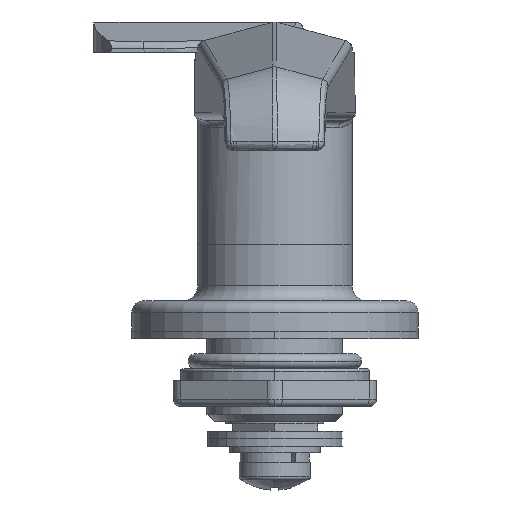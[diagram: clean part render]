
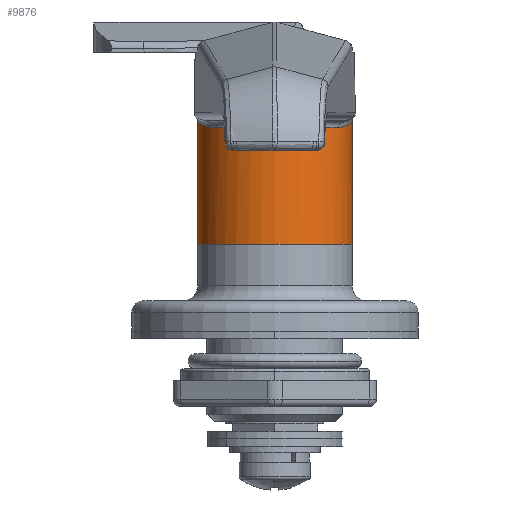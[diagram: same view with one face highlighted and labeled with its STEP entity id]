
A CAD part, front view. The second image highlights one B-rep face of the part: STEP entity #9876.
In plain terms, the highlighted cylindrical face has radius 10.25 mm (diameter 20.5 mm), a partial arc.
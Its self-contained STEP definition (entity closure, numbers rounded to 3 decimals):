
#120 = EDGE_CURVE ( 'NONE', #5162, #5159, #1993, .T. ) ;
#121 = EDGE_CURVE ( 'NONE', #5168, #8210, #7304, .T. ) ;
#122 = EDGE_CURVE ( 'NONE', #8210, #8214, #7305, .T. ) ;
#123 = EDGE_CURVE ( 'NONE', #8214, #8217, #1995, .T. ) ;
#124 = EDGE_CURVE ( 'NONE', #8217, #8216, #7306, .T. ) ;
#125 = EDGE_CURVE ( 'NONE', #8216, #5165, #7307, .T. ) ;
#643 = LINE ( 'NONE', #2707, #651 ) ;
#651 = VECTOR ( 'NONE', #2701, 1000. ) ;
#653 = LINE ( 'NONE', #2733, #654 ) ;
#654 = VECTOR ( 'NONE', #2734, 1000. ) ;
#788 = FACE_OUTER_BOUND ( 'NONE', #2877, .T. ) ;
#790 = CYLINDRICAL_SURFACE ( 'NONE', #4219, 10.25 ) ;
#1993 = CIRCLE ( 'NONE', #3961, 10.25 ) ;
#1995 = CIRCLE ( 'NONE', #3962, 10.25 ) ;
#2459 = CARTESIAN_POINT ( 'NONE',  ( 10.25, 0., -16.5 ) ) ;
#2462 = CARTESIAN_POINT ( 'NONE',  ( -10.25, 0., -16.5 ) ) ;
#2465 = CARTESIAN_POINT ( 'NONE',  ( -10.25, 0., -0.265 ) ) ;
#2468 = CARTESIAN_POINT ( 'NONE',  ( 10.25, 0., -0.265 ) ) ;
#2701 = DIRECTION ( 'NONE',  ( 0., 0., 1. ) ) ;
#2707 = CARTESIAN_POINT ( 'NONE',  ( -10.25, 0., 2. ) ) ;
#2733 = CARTESIAN_POINT ( 'NONE',  ( 10.25, 0., 2. ) ) ;
#2734 = DIRECTION ( 'NONE',  ( 0., 0., 1. ) ) ;
#2877 = EDGE_LOOP ( 'NONE', ( #7688, #7689, #7690, #7691, #7692, #7693, #7694, #7695 ) ) ;
#3961 = AXIS2_PLACEMENT_3D ( 'NONE', #9861, #9862, #9859 ) ;
#3962 = AXIS2_PLACEMENT_3D ( 'NONE', #9836, #9838, #9834 ) ;
#4219 = AXIS2_PLACEMENT_3D ( 'NONE', #10426, #10424, #10416 ) ;
#5159 = VERTEX_POINT ( 'NONE', #2459 ) ;
#5162 = VERTEX_POINT ( 'NONE', #2462 ) ;
#5165 = VERTEX_POINT ( 'NONE', #2465 ) ;
#5168 = VERTEX_POINT ( 'NONE', #2468 ) ;
#6508 = CARTESIAN_POINT ( 'NONE',  ( 10.237, -0.51, -0.244 ) ) ;
#6510 = CARTESIAN_POINT ( 'NONE',  ( 8.473, -5.769, -1. ) ) ;
#6512 = CARTESIAN_POINT ( 'NONE',  ( -10.237, -0.51, -0.244 ) ) ;
#6513 = CARTESIAN_POINT ( 'NONE',  ( -8.473, -5.769, -1. ) ) ;
#7304 = B_SPLINE_CURVE_WITH_KNOTS ( 'NONE', 3,
 ( #9853, #9863, #9858, #9860 ),
 .UNSPECIFIED., .F., .F.,
 ( 4, 4 ),
 ( 0.006, 0.007 ),
 .UNSPECIFIED. ) ;
#7305 = B_SPLINE_CURVE_WITH_KNOTS ( 'NONE', 3,
 ( #9855, #9854, #9849, #9852, #9847, #9850, #9848, #9846, #9845, #9844, #9839, #9842 ),
 .UNSPECIFIED., .F., .F.,
 ( 4, 2, 2, 2, 2, 4 ),
 ( 0., 0.001, 0.001, 0.003, 0.004, 0.006 ),
 .UNSPECIFIED. ) ;
#7306 = B_SPLINE_CURVE_WITH_KNOTS ( 'NONE', 3,
 ( #9831, #9833, #9837, #9830, #9832, #9828, #9821, #9827, #9826, #9824 ),
 .UNSPECIFIED., .F., .F.,
 ( 4, 2, 2, 2, 4 ),
 ( 0., 0.001, 0.003, 0.004, 0.006 ),
 .UNSPECIFIED. ) ;
#7307 = B_SPLINE_CURVE_WITH_KNOTS ( 'NONE', 3,
 ( #9857, #9851, #9820, #9819 ),
 .UNSPECIFIED., .F., .F.,
 ( 4, 4 ),
 ( 0., 0.001 ),
 .UNSPECIFIED. ) ;
#7573 = EDGE_CURVE ( 'NONE', #5162, #5165, #643, .T. ) ;
#7577 = EDGE_CURVE ( 'NONE', #5159, #5168, #653, .T. ) ;
#7688 = ORIENTED_EDGE ( 'NONE', *, *, #7573, .F. ) ;
#7689 = ORIENTED_EDGE ( 'NONE', *, *, #120, .T. ) ;
#7690 = ORIENTED_EDGE ( 'NONE', *, *, #7577, .T. ) ;
#7691 = ORIENTED_EDGE ( 'NONE', *, *, #121, .T. ) ;
#7692 = ORIENTED_EDGE ( 'NONE', *, *, #122, .T. ) ;
#7693 = ORIENTED_EDGE ( 'NONE', *, *, #123, .T. ) ;
#7694 = ORIENTED_EDGE ( 'NONE', *, *, #124, .T. ) ;
#7695 = ORIENTED_EDGE ( 'NONE', *, *, #125, .T. ) ;
#8210 = VERTEX_POINT ( 'NONE', #6508 ) ;
#8214 = VERTEX_POINT ( 'NONE', #6510 ) ;
#8216 = VERTEX_POINT ( 'NONE', #6512 ) ;
#8217 = VERTEX_POINT ( 'NONE', #6513 ) ;
#9819 = CARTESIAN_POINT ( 'NONE',  ( -10.25, 0., -0.265 ) ) ;
#9820 = CARTESIAN_POINT ( 'NONE',  ( -10.25, -0.17, -0.254 ) ) ;
#9821 = CARTESIAN_POINT ( 'NONE',  ( -9.983, -2.369, -0.414 ) ) ;
#9824 = CARTESIAN_POINT ( 'NONE',  ( -10.237, -0.51, -0.244 ) ) ;
#9826 = CARTESIAN_POINT ( 'NONE',  ( -10.214, -0.987, -0.235 ) ) ;
#9827 = CARTESIAN_POINT ( 'NONE',  ( -10.157, -1.454, -0.275 ) ) ;
#9828 = CARTESIAN_POINT ( 'NONE',  ( -9.865, -2.82, -0.512 ) ) ;
#9830 = CARTESIAN_POINT ( 'NONE',  ( -9.394, -4.126, -0.801 ) ) ;
#9831 = CARTESIAN_POINT ( 'NONE',  ( -8.473, -5.769, -1. ) ) ;
#9832 = CARTESIAN_POINT ( 'NONE',  ( -9.57, -3.699, -0.705 ) ) ;
#9833 = CARTESIAN_POINT ( 'NONE',  ( -8.741, -5.374, -1. ) ) ;
#9834 = DIRECTION ( 'NONE',  ( -1., 0., 0. ) ) ;
#9836 = CARTESIAN_POINT ( 'NONE',  ( 0., 0., -1. ) ) ;
#9837 = CARTESIAN_POINT ( 'NONE',  ( -8.981, -4.962, -0.948 ) ) ;
#9838 = DIRECTION ( 'NONE',  ( 0., 0., -1. ) ) ;
#9839 = CARTESIAN_POINT ( 'NONE',  ( 8.742, -5.373, -1. ) ) ;
#9842 = CARTESIAN_POINT ( 'NONE',  ( 8.473, -5.769, -1. ) ) ;
#9844 = CARTESIAN_POINT ( 'NONE',  ( 8.978, -4.968, -0.949 ) ) ;
#9845 = CARTESIAN_POINT ( 'NONE',  ( 9.391, -4.134, -0.802 ) ) ;
#9846 = CARTESIAN_POINT ( 'NONE',  ( 9.569, -3.703, -0.706 ) ) ;
#9847 = CARTESIAN_POINT ( 'NONE',  ( 10.112, -1.69, -0.311 ) ) ;
#9848 = CARTESIAN_POINT ( 'NONE',  ( 9.864, -2.823, -0.512 ) ) ;
#9849 = CARTESIAN_POINT ( 'NONE',  ( 10.205, -0.988, -0.247 ) ) ;
#9850 = CARTESIAN_POINT ( 'NONE',  ( 9.982, -2.376, -0.415 ) ) ;
#9851 = CARTESIAN_POINT ( 'NONE',  ( -10.246, -0.34, -0.247 ) ) ;
#9852 = CARTESIAN_POINT ( 'NONE',  ( 10.149, -1.458, -0.282 ) ) ;
#9853 = CARTESIAN_POINT ( 'NONE',  ( 10.25, 0., -0.265 ) ) ;
#9854 = CARTESIAN_POINT ( 'NONE',  ( 10.225, -0.749, -0.24 ) ) ;
#9855 = CARTESIAN_POINT ( 'NONE',  ( 10.237, -0.51, -0.244 ) ) ;
#9857 = CARTESIAN_POINT ( 'NONE',  ( -10.237, -0.51, -0.244 ) ) ;
#9858 = CARTESIAN_POINT ( 'NONE',  ( 10.246, -0.339, -0.247 ) ) ;
#9859 = DIRECTION ( 'NONE',  ( 1., 0., 0. ) ) ;
#9860 = CARTESIAN_POINT ( 'NONE',  ( 10.237, -0.51, -0.244 ) ) ;
#9861 = CARTESIAN_POINT ( 'NONE',  ( 0., 0., -16.5 ) ) ;
#9862 = DIRECTION ( 'NONE',  ( 0., 0., 1. ) ) ;
#9863 = CARTESIAN_POINT ( 'NONE',  ( 10.25, -0.169, -0.254 ) ) ;
#9876 = ADVANCED_FACE ( 'NONE', ( #788 ), #790, .T. ) ;
#10416 = DIRECTION ( 'NONE',  ( 1., 0., 0. ) ) ;
#10424 = DIRECTION ( 'NONE',  ( 0., 0., 1. ) ) ;
#10426 = CARTESIAN_POINT ( 'NONE',  ( 0., 0., 2. ) ) ;
